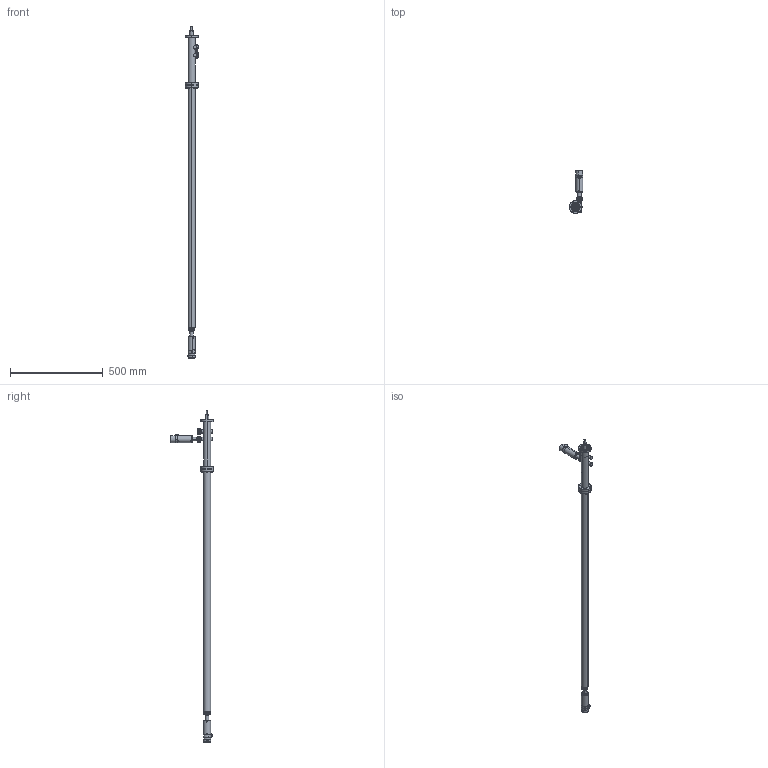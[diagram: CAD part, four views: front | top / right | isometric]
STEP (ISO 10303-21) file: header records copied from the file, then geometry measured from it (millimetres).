
FILE_DESCRIPTION (( 'STEP AP214' ), '1' );
FILE_NAME ('870120NW-83, RPLR-.75-50.STEP', '2019-11-06T20:33:34', ( '' ), ( '' ), 'SwSTEP 2.0', 'SolidWorks 2010', '' );
FILE_SCHEMA (( 'AUTOMOTIVE_DESIGN' ));
Length unit declared in the file: inch
Products named in the file (1): 870120NW-83, RPLR-.75-50
Bounding box: 73.74 x 232.03 x 1793.57 mm (x, y, z)
Surface area: 391412.1 mm2 (no closed solid volume)
Topology: 0 solids, 99 shells, 520 faces, 2295 edges, 1798 vertices
Faces by surface type: cylinder 206, plane 184, cone 122, torus 6, sphere 2
Entity records: 33450 total; most frequent: CARTESIAN_POINT 8732, DIRECTION 3708, ORIENTED_EDGE 3123, EDGE_CURVE 2280, VERTEX_POINT 1795, AXIS2_PLACEMENT_3D 1421, CIRCLE 900, LINE 866
